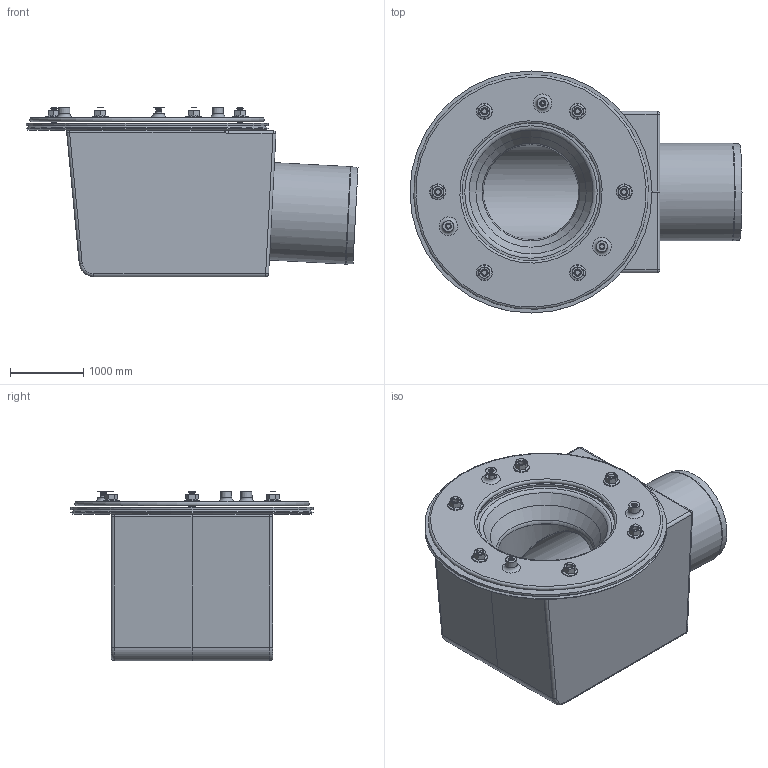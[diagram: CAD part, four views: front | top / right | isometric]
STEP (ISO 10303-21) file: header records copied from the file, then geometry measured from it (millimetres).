
FILE_DESCRIPTION(/* description */ (''),/* implementation_level */ '2;1');
FILE_NAME(/* name */ '21915.125X_3D.stp',/* time_stamp */ '2024-12-12T08:47:16+01:00',/* author */ ('CAD'),/* organization */ (''),/* preprocessor_version */ 'ST-DEVELOPER v20',/* originating_system */ 'AutoCAD Mechanical',/* authorisation */ '');
FILE_SCHEMA (('AUTOMOTIVE_DESIGN { 1 0 10303 214 3 1 1 }'));
Length unit declared in the file: centimetre
Products named in the file (2): Product; *S0
Assembly tree (1 placements, depth 2):
  Product
    *S0
Bounding box: 4526.54 x 3300 x 2310 mm (x, y, z)
Volume: 8467934495.9 mm3; surface area: 115681855.1 mm2
Topology: 22 solids, 22 shells, 511 faces, 1065 edges, 627 vertices
Faces by surface type: cone 241, plane 131, cylinder 88, torus 33, bspline 12, sphere 6
Full cylindrical faces by diameter (mm): 70 x12, 80 x18, 83.76 x6, 140 x6, 160 x6, 175 x3, 180 x3, 1300 x2, 1330 x2, 1900 x1, 3300 x1
Entity records: 14877 total; most frequent: CARTESIAN_POINT 3789, DIRECTION 2437, ORIENTED_EDGE 2126, EDGE_CURVE 1063, AXIS2_PLACEMENT_3D 1022, VERTEX_POINT 627, EDGE_LOOP 600, FACE_OUTER_BOUND 511
